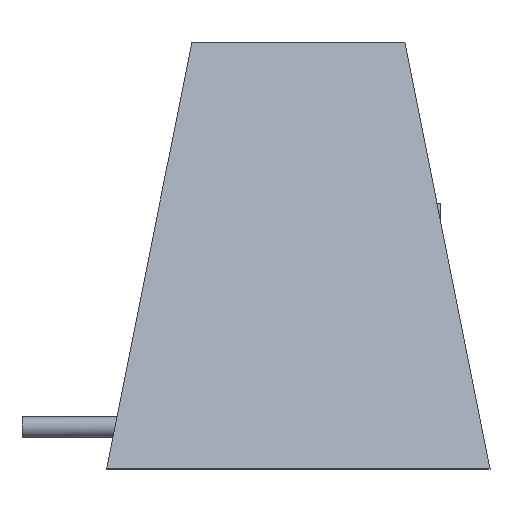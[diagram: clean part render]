
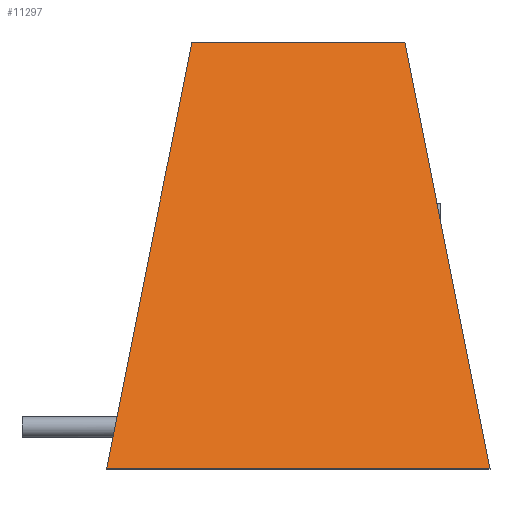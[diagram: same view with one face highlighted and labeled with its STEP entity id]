
A CAD part, top view. The second image highlights one B-rep face of the part: STEP entity #11297.
In plain terms, the highlighted free-form (B-spline) face has degree [1, 1] with [2, 2] control points.
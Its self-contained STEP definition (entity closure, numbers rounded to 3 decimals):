
#11206 = VERTEX_POINT('',#11207);
#11207 = CARTESIAN_POINT('',(-22.165,7.589,
    2.53));
#11212 = EDGE_CURVE('',#11206,#11213,#11215,.T.);
#11213 = VERTEX_POINT('',#11214);
#11214 = CARTESIAN_POINT('',(-39.821,7.589,
    2.53));
#11215 = B_SPLINE_CURVE_WITH_KNOTS('',1,(#11216,#11217),.UNSPECIFIED.,
  .F.,.F.,(2,2),(0.,18.),.PIECEWISE_BEZIER_KNOTS.);
#11216 = CARTESIAN_POINT('',(-22.165,7.589,
    2.53));
#11217 = CARTESIAN_POINT('',(-39.821,7.589,
    2.53));
#11242 = VERTEX_POINT('',#11243);
#11243 = CARTESIAN_POINT('',(-26.088,27.207,
    -3.688));
#11256 = VERTEX_POINT('',#11257);
#11257 = CARTESIAN_POINT('',(-35.897,27.207,
    -3.688));
#11262 = EDGE_CURVE('',#11242,#11256,#11263,.T.);
#11263 = B_SPLINE_CURVE_WITH_KNOTS('',1,(#11264,#11265),.UNSPECIFIED.,
  .F.,.F.,(2,2),(0.,10.),.PIECEWISE_BEZIER_KNOTS.);
#11264 = CARTESIAN_POINT('',(-26.088,27.207,
    -3.688));
#11265 = CARTESIAN_POINT('',(-35.897,27.207,
    -3.688));
#11282 = EDGE_CURVE('',#11242,#11206,#11283,.T.);
#11283 = B_SPLINE_CURVE_WITH_KNOTS('',1,(#11284,#11285),.UNSPECIFIED.,
  .F.,.F.,(2,2),(0.,21.358),.PIECEWISE_BEZIER_KNOTS.);
#11284 = CARTESIAN_POINT('',(-26.088,27.207,
    -3.688));
#11285 = CARTESIAN_POINT('',(-22.165,7.589,
    2.53));
#11297 = ADVANCED_FACE('',(#11298),#11308,.T.);
#11298 = FACE_BOUND('',#11299,.T.);
#11299 = EDGE_LOOP('',(#11300,#11301,#11306,#11307));
#11300 = ORIENTED_EDGE('',*,*,#11262,.T.);
#11301 = ORIENTED_EDGE('',*,*,#11302,.T.);
#11302 = EDGE_CURVE('',#11256,#11213,#11303,.T.);
#11303 = B_SPLINE_CURVE_WITH_KNOTS('',1,(#11304,#11305),.UNSPECIFIED.,
  .F.,.F.,(2,2),(-0.,21.358),.PIECEWISE_BEZIER_KNOTS.);
#11304 = CARTESIAN_POINT('',(-35.897,27.207,
    -3.688));
#11305 = CARTESIAN_POINT('',(-39.821,7.589,
    2.53));
#11306 = ORIENTED_EDGE('',*,*,#11212,.F.);
#11307 = ORIENTED_EDGE('',*,*,#11282,.F.);
#11308 = B_SPLINE_SURFACE_WITH_KNOTS('',1,1,(
    (#11309,#11310)
    ,(#11311,#11312
    )),.UNSPECIFIED.,.F.,.F.,.F.,(2,2),(2,2),(-14.,4.),(-20.981,
    0.),.PIECEWISE_BEZIER_KNOTS.);
#11309 = CARTESIAN_POINT('',(-39.821,7.589,
    2.53));
#11310 = CARTESIAN_POINT('',(-39.821,27.207,
    -3.688));
#11311 = CARTESIAN_POINT('',(-22.165,7.589,
    2.53));
#11312 = CARTESIAN_POINT('',(-22.165,27.207,
    -3.688));
